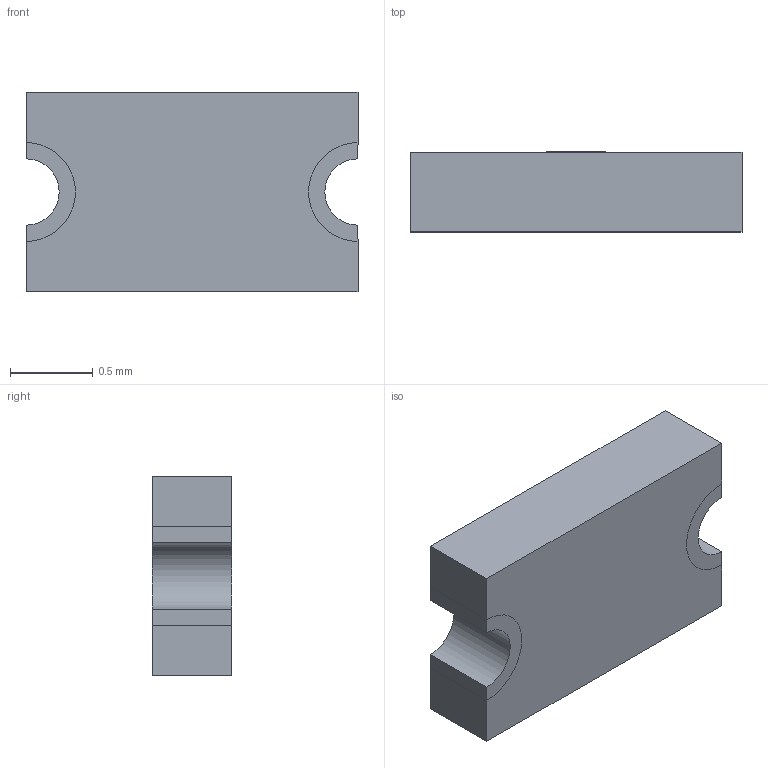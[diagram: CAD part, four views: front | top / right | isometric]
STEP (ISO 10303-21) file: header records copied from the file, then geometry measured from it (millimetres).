
FILE_DESCRIPTION (( 'STEP AP214' ), '1' );
FILE_NAME ('User Library-MF-PSMF020X.STEP', '2015-08-30T20:15:52', ( 'Windows User' ), ( '' ), 'SwSTEP 2.0', 'SolidWorks 2015', '' );
FILE_SCHEMA (( 'AUTOMOTIVE_DESIGN' ));
Length unit declared in the file: millimetre
Products named in the file (1): User Library-MF-PSMF020X
Bounding box: 2 x 0.48 x 1.2 mm (x, y, z)
Volume: 1.1 mm3; surface area: 9.6 mm2
Topology: 3 solids, 3 shells, 35 faces, 84 edges, 56 vertices
Faces by surface type: plane 23, cylinder 6, bspline 6
Entity records: 1789 total; most frequent: CARTESIAN_POINT 582, ORIENTED_EDGE 168, DIRECTION 144, EDGE_CURVE 84, LINE 60, VECTOR 60, VERTEX_POINT 56, AXIS2_PLACEMENT_3D 42
